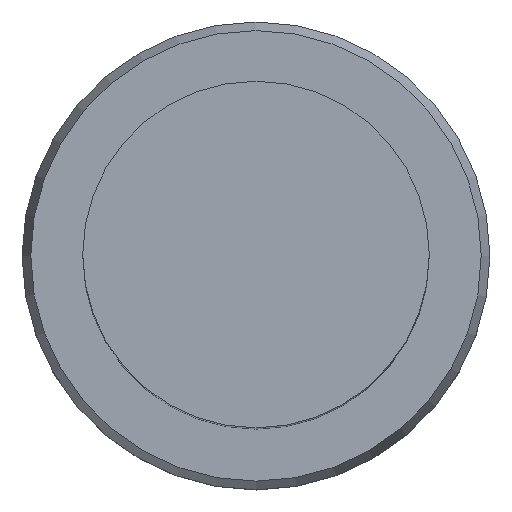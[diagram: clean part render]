
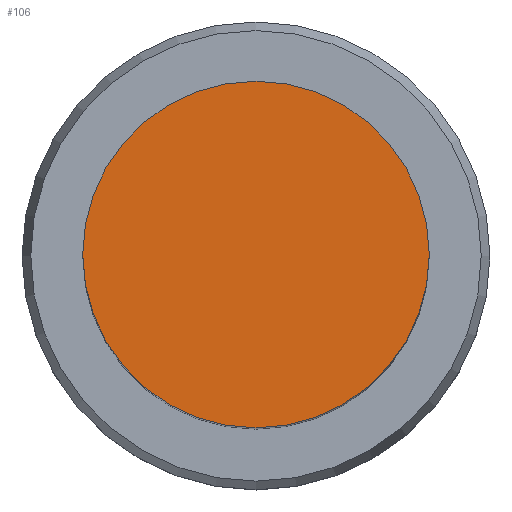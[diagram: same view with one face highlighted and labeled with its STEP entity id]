
A CAD part, top view. The second image highlights one B-rep face of the part: STEP entity #106.
In plain terms, the highlighted planar face has unit normal (0, 0, 1).
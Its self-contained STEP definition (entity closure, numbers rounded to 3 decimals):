
#58=EDGE_CURVE('240[2]',#148,#148,#149,.T.);
#106=ADVANCED_FACE('240[2]',(#222),#223,.T.);
#148=VERTEX_POINT('',#267);
#149=CIRCLE('',#268,10.0);
#222=FACE_OUTER_BOUND('',#359,.T.);
#223=PLANE('',#360);
#267=CARTESIAN_POINT('',(0.,10.,251.0));
#268=AXIS2_PLACEMENT_3D('',#403,#404,#405);
#359=EDGE_LOOP('',(#483));
#360=AXIS2_PLACEMENT_3D('',#484,#485,#486);
#403=CARTESIAN_POINT('',(0.,0.,251.0));
#404=DIRECTION('',(0.,0.,-1.0));
#405=DIRECTION('',(0.,1.0,0.));
#483=ORIENTED_EDGE('',*,*,#58,.F.);
#484=CARTESIAN_POINT('',(0.,5.,251.0));
#485=DIRECTION('',(0.,0.,1.0));
#486=DIRECTION('',(1.0,0.,0.0));
